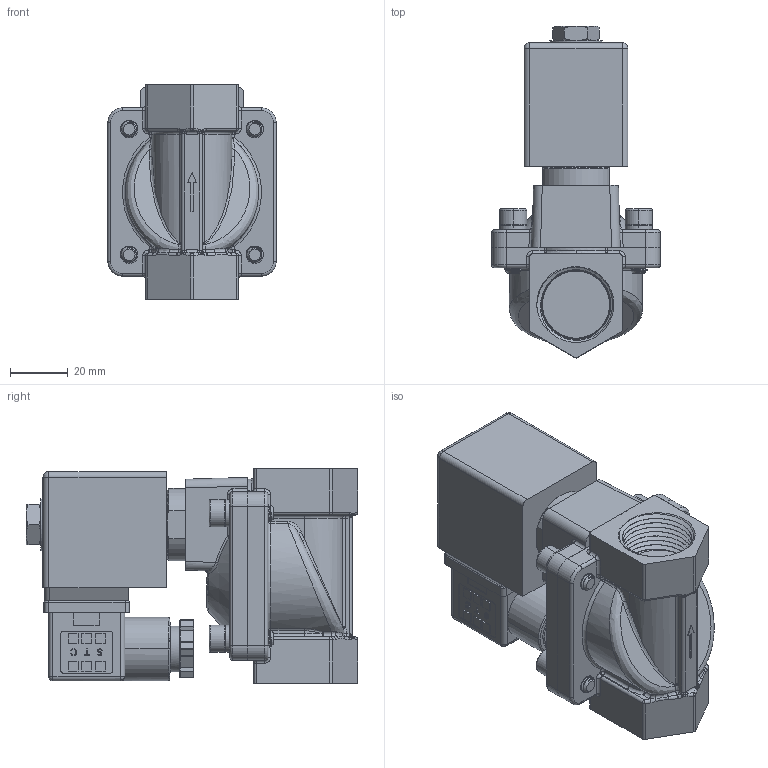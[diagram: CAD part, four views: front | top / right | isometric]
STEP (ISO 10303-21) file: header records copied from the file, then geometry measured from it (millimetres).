
FILE_DESCRIPTION (( 'STEP AP214' ), '1' );
FILE_NAME ('2RSO200-3-4.STEP', '2018-09-04T20:15:22', ( '' ), ( '' ), 'SwSTEP 2.0', 'SolidWorks 2016', '' );
FILE_SCHEMA (( 'AUTOMOTIVE_DESIGN' ));
Length unit declared in the file: millimetre
Products named in the file (1): 2RSO200-3-4
Bounding box: 58.1 x 114.45 x 74 mm (x, y, z)
Volume: 194787.2 mm3; surface area: 67600.7 mm2
Topology: 22 solids, 22 shells, 1771 faces, 4828 edges, 3126 vertices
Faces by surface type: plane 674, cylinder 639, bspline 186, torus 113, cone 108, sphere 51
Entity records: 131768 total; most frequent: CARTESIAN_POINT 70913, ORIENTED_EDGE 9598, DIRECTION 7169, EDGE_CURVE 4799, VERTEX_POINT 3126, AXIS2_PLACEMENT_3D 2417, VECTOR 2335, LINE 2335
